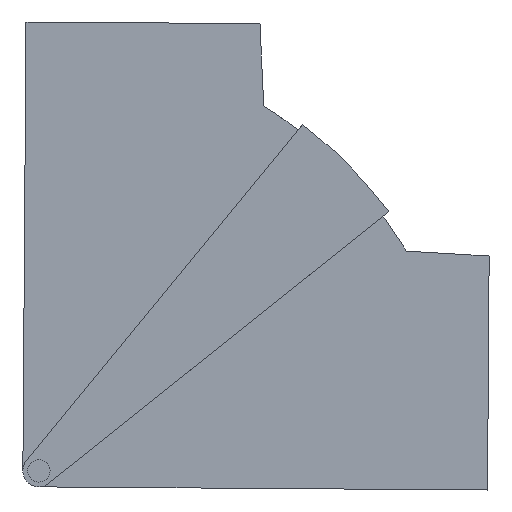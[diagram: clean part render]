
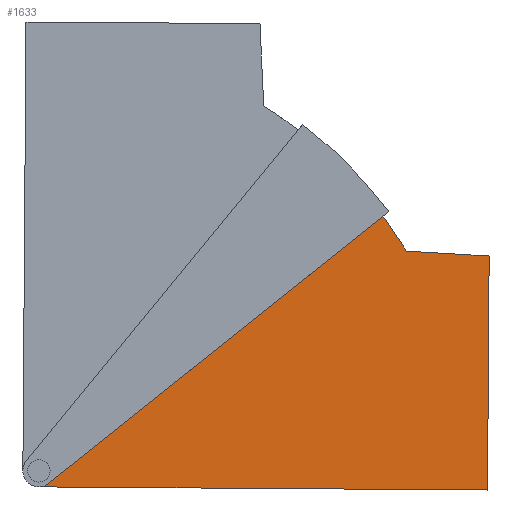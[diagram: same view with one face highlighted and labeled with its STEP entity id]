
A CAD part, front view. The second image highlights one B-rep face of the part: STEP entity #1633.
In plain terms, the highlighted planar face has unit normal (0, -1, 0).
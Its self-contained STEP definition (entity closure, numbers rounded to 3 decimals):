
#65 = CIRCLE ( 'NONE', #1728, 2.6 ) ;
#112 = PLANE ( 'NONE',  #2636 ) ;
#120 = EDGE_LOOP ( 'NONE', ( #1270, #2348, #444, #1805, #2449, #607, #2543, #2431 ) ) ;
#152 = DIRECTION ( 'NONE',  ( -1., 0., 0. ) ) ;
#212 = AXIS2_PLACEMENT_3D ( 'NONE', #1051, #2025, #1610 ) ;
#290 = VERTEX_POINT ( 'NONE', #1407 ) ;
#321 = DIRECTION ( 'NONE',  ( 0., -1., 0. ) ) ;
#362 = DIRECTION ( 'NONE',  ( 0.052, 0., 0.999 ) ) ;
#430 = CARTESIAN_POINT ( 'NONE',  ( -2., -67.5, 0. ) ) ;
#444 = ORIENTED_EDGE ( 'NONE', *, *, #662, .T. ) ;
#592 = DIRECTION ( 'NONE',  ( 0., 0., -1. ) ) ;
#595 = CARTESIAN_POINT ( 'NONE',  ( 68.6, -67.5, -140. ) ) ;
#607 = ORIENTED_EDGE ( 'NONE', *, *, #1022, .F. ) ;
#662 = EDGE_CURVE ( 'NONE', #2496, #1001, #973, .T. ) ;
#669 = VERTEX_POINT ( 'NONE', #2484 ) ;
#703 = DIRECTION ( 'NONE',  ( -1., 0., 0. ) ) ;
#721 = EDGE_CURVE ( 'NONE', #1001, #290, #1581, .T. ) ;
#766 = ORIENTED_EDGE ( 'NONE', *, *, #2378, .T. ) ;
#769 = CARTESIAN_POINT ( 'NONE',  ( -2., -67.5, 0. ) ) ;
#798 = DIRECTION ( 'NONE',  ( 0., 0., -1. ) ) ;
#973 = CIRCLE ( 'NONE', #212, 5. ) ;
#983 = LINE ( 'NONE', #769, #2909 ) ;
#1001 = VERTEX_POINT ( 'NONE', #2045 ) ;
#1022 = EDGE_CURVE ( 'NONE', #2141, #2343, #2990, .T. ) ;
#1051 = CARTESIAN_POINT ( 'NONE',  ( 66., -67.5, -140. ) ) ;
#1135 = VERTEX_POINT ( 'NONE', #1337 ) ;
#1157 = DIRECTION ( 'NONE',  ( 0., 0., 1. ) ) ;
#1163 = DIRECTION ( 'NONE',  ( 0., 0., -1. ) ) ;
#1240 = DIRECTION ( 'NONE',  ( 0., -1., 0. ) ) ;
#1270 = ORIENTED_EDGE ( 'NONE', *, *, #1418, .T. ) ;
#1288 = VERTEX_POINT ( 'NONE', #595 ) ;
#1291 = VECTOR ( 'NONE', #1163, 1000. ) ;
#1311 = CARTESIAN_POINT ( 'NONE',  ( 66., -67.5, -140. ) ) ;
#1334 = CARTESIAN_POINT ( 'NONE',  ( 61., -67.5, -135.104 ) ) ;
#1337 = CARTESIAN_POINT ( 'NONE',  ( -3.353, -67.5, -25.811 ) ) ;
#1354 = ORIENTED_EDGE ( 'NONE', *, *, #1872, .T. ) ;
#1391 = LINE ( 'NONE', #2218, #1291 ) ;
#1407 = CARTESIAN_POINT ( 'NONE',  ( 71., -67.5, -140. ) ) ;
#1418 = EDGE_CURVE ( 'NONE', #2607, #1508, #2798, .T. ) ;
#1445 = VECTOR ( 'NONE', #1157, 1000. ) ;
#1469 = AXIS2_PLACEMENT_3D ( 'NONE', #2220, #1666, #2065 ) ;
#1476 = LINE ( 'NONE', #2056, #1445 ) ;
#1508 = VERTEX_POINT ( 'NONE', #1334 ) ;
#1524 = EDGE_LOOP ( 'NONE', ( #766, #1354 ) ) ;
#1581 = CIRCLE ( 'NONE', #1469, 5. ) ;
#1610 = DIRECTION ( 'NONE',  ( 0., 0., -1. ) ) ;
#1633 = ADVANCED_FACE ( 'NONE', ( #2387, #2457 ), #112, .T. ) ;
#1666 = DIRECTION ( 'NONE',  ( 0., -1., 0. ) ) ;
#1698 = VECTOR ( 'NONE', #1838, 1000. ) ;
#1712 = CARTESIAN_POINT ( 'NONE',  ( 0., -67.5, -145. ) ) ;
#1728 = AXIS2_PLACEMENT_3D ( 'NONE', #1311, #2123, #703 ) ;
#1759 = CARTESIAN_POINT ( 'NONE',  ( 61., -67.5, -140. ) ) ;
#1780 = CIRCLE ( 'NONE', #2878, 2.6 ) ;
#1784 = CARTESIAN_POINT ( 'NONE',  ( 66., -67.5, -140. ) ) ;
#1802 = EDGE_CURVE ( 'NONE', #1135, #2607, #2424, .T. ) ;
#1805 = ORIENTED_EDGE ( 'NONE', *, *, #721, .T. ) ;
#1838 = DIRECTION ( 'NONE',  ( 0.714, 0., -0.7 ) ) ;
#1872 = EDGE_CURVE ( 'NONE', #1288, #669, #1780, .T. ) ;
#1912 = CARTESIAN_POINT ( 'NONE',  ( -29.454, -67.5, -46.525 ) ) ;
#2025 = DIRECTION ( 'NONE',  ( 0., -1., 0. ) ) ;
#2031 = EDGE_CURVE ( 'NONE', #290, #2343, #1476, .T. ) ;
#2045 = CARTESIAN_POINT ( 'NONE',  ( 66., -67.5, -145. ) ) ;
#2056 = CARTESIAN_POINT ( 'NONE',  ( 71., -67.5, -145. ) ) ;
#2065 = DIRECTION ( 'NONE',  ( 0., 0., -1. ) ) ;
#2123 = DIRECTION ( 'NONE',  ( 0., 1., 0. ) ) ;
#2141 = VERTEX_POINT ( 'NONE', #430 ) ;
#2171 = EDGE_CURVE ( 'NONE', #1135, #2141, #983, .T. ) ;
#2218 = CARTESIAN_POINT ( 'NONE',  ( 61., -67.5, -145. ) ) ;
#2220 = CARTESIAN_POINT ( 'NONE',  ( 66., -67.5, -140. ) ) ;
#2243 = DIRECTION ( 'NONE',  ( 0., 1., 0. ) ) ;
#2262 = CARTESIAN_POINT ( 'NONE',  ( 61., -67.5, -135.104 ) ) ;
#2324 = CARTESIAN_POINT ( 'NONE',  ( 0., -67.5, 0. ) ) ;
#2343 = VERTEX_POINT ( 'NONE', #2345 ) ;
#2345 = CARTESIAN_POINT ( 'NONE',  ( 71., -67.5, 0. ) ) ;
#2348 = ORIENTED_EDGE ( 'NONE', *, *, #2950, .T. ) ;
#2378 = EDGE_CURVE ( 'NONE', #669, #1288, #65, .T. ) ;
#2387 = FACE_OUTER_BOUND ( 'NONE', #120, .T. ) ;
#2400 = AXIS2_PLACEMENT_3D ( 'NONE', #2512, #321, #592 ) ;
#2405 = DIRECTION ( 'NONE',  ( 1., 0., 0. ) ) ;
#2424 = CIRCLE ( 'NONE', #2400, 133.6 ) ;
#2431 = ORIENTED_EDGE ( 'NONE', *, *, #1802, .T. ) ;
#2449 = ORIENTED_EDGE ( 'NONE', *, *, #2031, .T. ) ;
#2457 = FACE_BOUND ( 'NONE', #1524, .T. ) ;
#2484 = CARTESIAN_POINT ( 'NONE',  ( 63.4, -67.5, -140. ) ) ;
#2496 = VERTEX_POINT ( 'NONE', #1759 ) ;
#2512 = CARTESIAN_POINT ( 'NONE',  ( 66., -67.5, -140. ) ) ;
#2543 = ORIENTED_EDGE ( 'NONE', *, *, #2171, .F. ) ;
#2607 = VERTEX_POINT ( 'NONE', #1912 ) ;
#2636 = AXIS2_PLACEMENT_3D ( 'NONE', #1712, #1240, #798 ) ;
#2699 = VECTOR ( 'NONE', #2405, 1000. ) ;
#2798 = LINE ( 'NONE', #2262, #1698 ) ;
#2878 = AXIS2_PLACEMENT_3D ( 'NONE', #1784, #2243, #152 ) ;
#2909 = VECTOR ( 'NONE', #362, 1000. ) ;
#2950 = EDGE_CURVE ( 'NONE', #1508, #2496, #1391, .T. ) ;
#2990 = LINE ( 'NONE', #2324, #2699 ) ;
